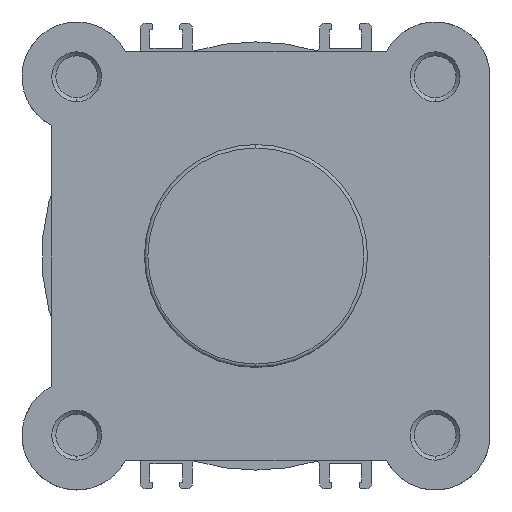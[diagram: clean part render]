
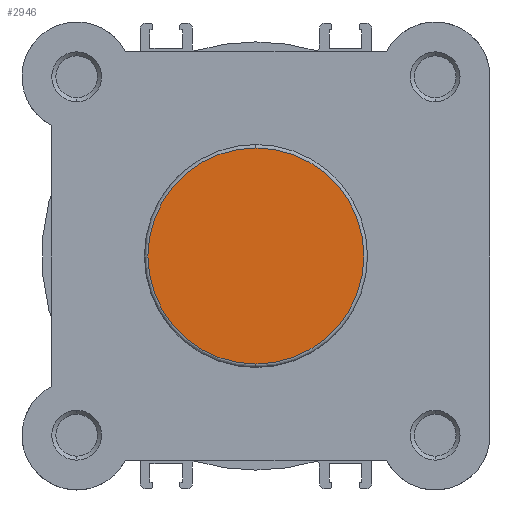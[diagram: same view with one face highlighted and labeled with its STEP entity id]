
A CAD part, left-side view. The second image highlights one B-rep face of the part: STEP entity #2946.
In plain terms, the highlighted planar face has unit normal (-1, 0, 0).
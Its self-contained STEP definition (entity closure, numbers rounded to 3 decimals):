
#79 = CARTESIAN_POINT ( 'NONE',  ( 0., 0., 21.7 ) ) ;
#110 = CARTESIAN_POINT ( 'NONE',  ( 0., 0., -21.7 ) ) ;
#360 = VERTEX_POINT ( 'NONE', #110 ) ;
#362 = VERTEX_POINT ( 'NONE', #79 ) ;
#1389 = CARTESIAN_POINT ( 'NONE',  ( 0., 22.4, 0. ) ) ;
#1390 = PLANE ( 'NONE',  #3720 ) ;
#1394 = DIRECTION ( 'NONE',  ( 1., 0., 0. ) ) ;
#1395 = DIRECTION ( 'NONE',  ( 0., 0., -1. ) ) ;
#1430 = CARTESIAN_POINT ( 'NONE',  ( 0., 0., 0. ) ) ;
#1454 = DIRECTION ( 'NONE',  ( -1., 0., 0. ) ) ;
#1658 = DIRECTION ( 'NONE',  ( -1., 0., 0. ) ) ;
#2087 = DIRECTION ( 'NONE',  ( 0., 0., -1. ) ) ;
#2206 = CARTESIAN_POINT ( 'NONE',  ( 0., 0., 0. ) ) ;
#2240 = DIRECTION ( 'NONE',  ( 0., 0., -1. ) ) ;
#2393 = EDGE_CURVE ( 'NONE', #360, #362, #2598, .T. ) ;
#2405 = EDGE_CURVE ( 'NONE', #362, #360, #2622, .T. ) ;
#2598 = CIRCLE ( 'NONE', #3475, 21.7 ) ;
#2622 = CIRCLE ( 'NONE', #3483, 21.7 ) ;
#2946 = ADVANCED_FACE ( 'NONE', ( #5759 ), #1390, .F. ) ;
#3475 = AXIS2_PLACEMENT_3D ( 'NONE', #2206, #1454, #2087 ) ;
#3483 = AXIS2_PLACEMENT_3D ( 'NONE', #1430, #1658, #2240 ) ;
#3720 = AXIS2_PLACEMENT_3D ( 'NONE', #1389, #1394, #1395 ) ;
#4420 = EDGE_LOOP ( 'NONE', ( #4516, #4515 ) ) ;
#4515 = ORIENTED_EDGE ( 'NONE', *, *, #2405, .T. ) ;
#4516 = ORIENTED_EDGE ( 'NONE', *, *, #2393, .T. ) ;
#5759 = FACE_OUTER_BOUND ( 'NONE', #4420, .T. ) ;
